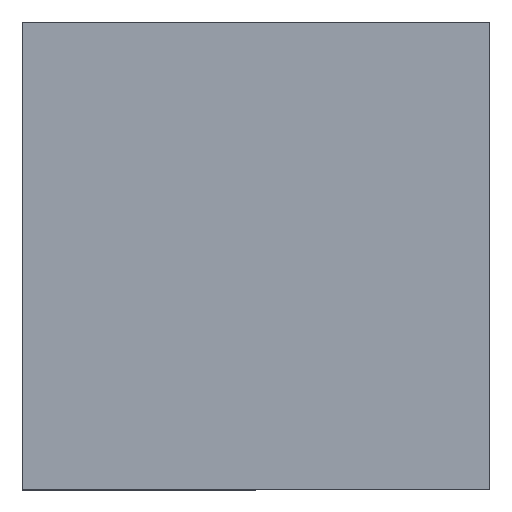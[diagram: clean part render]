
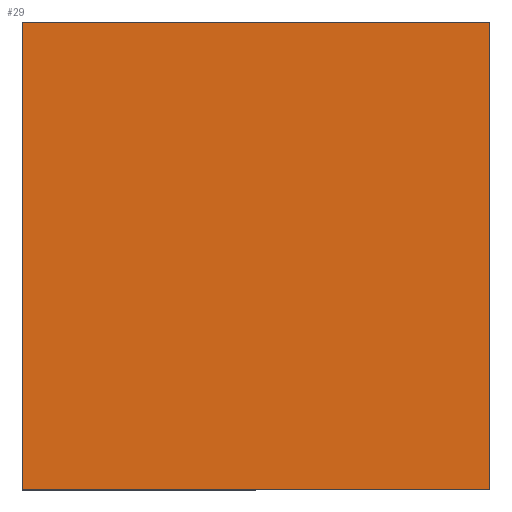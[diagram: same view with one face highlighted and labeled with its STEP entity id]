
A CAD part, top view. The second image highlights one B-rep face of the part: STEP entity #29.
In plain terms, the highlighted planar face has unit normal (0, 0, 1).
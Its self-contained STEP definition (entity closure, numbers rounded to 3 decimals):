
#11 = VERTEX_POINT ( 'NONE', #200 ) ;
#25 = CARTESIAN_POINT ( 'NONE',  ( 4., 4., 0.25 ) ) ;
#29 = ADVANCED_FACE ( 'NONE', ( #55 ), #81, .T. ) ;
#33 = CARTESIAN_POINT ( 'NONE',  ( 4., -4., 0.25 ) ) ;
#35 = EDGE_CURVE ( 'NONE', #205, #104, #62, .T. ) ;
#55 = FACE_OUTER_BOUND ( 'NONE', #58, .T. ) ;
#58 = EDGE_LOOP ( 'NONE', ( #127, #197, #97, #114 ) ) ;
#62 = LINE ( 'NONE', #98, #113 ) ;
#63 = AXIS2_PLACEMENT_3D ( 'NONE', #162, #161, #221 ) ;
#65 = LINE ( 'NONE', #170, #218 ) ;
#78 = DIRECTION ( 'NONE',  ( 0., 1., 0. ) ) ;
#80 = LINE ( 'NONE', #209, #196 ) ;
#81 = PLANE ( 'NONE',  #63 ) ;
#97 = ORIENTED_EDGE ( 'NONE', *, *, #35, .T. ) ;
#98 = CARTESIAN_POINT ( 'NONE',  ( 4., -4., 0.25 ) ) ;
#101 = DIRECTION ( 'NONE',  ( -1., 0., 0. ) ) ;
#104 = VERTEX_POINT ( 'NONE', #25 ) ;
#113 = VECTOR ( 'NONE', #78, 1000. ) ;
#114 = ORIENTED_EDGE ( 'NONE', *, *, #198, .T. ) ;
#127 = ORIENTED_EDGE ( 'NONE', *, *, #188, .T. ) ;
#139 = DIRECTION ( 'NONE',  ( 1., 0., 0. ) ) ;
#148 = CARTESIAN_POINT ( 'NONE',  ( -4., -4., 0.25 ) ) ;
#159 = LINE ( 'NONE', #148, #224 ) ;
#161 = DIRECTION ( 'NONE',  ( 0., 0., 1. ) ) ;
#162 = CARTESIAN_POINT ( 'NONE',  ( 0., 0., 0.25 ) ) ;
#170 = CARTESIAN_POINT ( 'NONE',  ( 4., -4., 0.25 ) ) ;
#188 = EDGE_CURVE ( 'NONE', #11, #230, #159, .T. ) ;
#196 = VECTOR ( 'NONE', #101, 1000. ) ;
#197 = ORIENTED_EDGE ( 'NONE', *, *, #203, .T. ) ;
#198 = EDGE_CURVE ( 'NONE', #104, #11, #80, .T. ) ;
#200 = CARTESIAN_POINT ( 'NONE',  ( -4., 4., 0.25 ) ) ;
#203 = EDGE_CURVE ( 'NONE', #230, #205, #65, .T. ) ;
#205 = VERTEX_POINT ( 'NONE', #33 ) ;
#209 = CARTESIAN_POINT ( 'NONE',  ( 4., 4., 0.25 ) ) ;
#211 = DIRECTION ( 'NONE',  ( 0., -1., 0. ) ) ;
#218 = VECTOR ( 'NONE', #139, 1000. ) ;
#221 = DIRECTION ( 'NONE',  ( 1., 0., 0. ) ) ;
#224 = VECTOR ( 'NONE', #211, 1000. ) ;
#230 = VERTEX_POINT ( 'NONE', #231 ) ;
#231 = CARTESIAN_POINT ( 'NONE',  ( -4., -4., 0.25 ) ) ;
